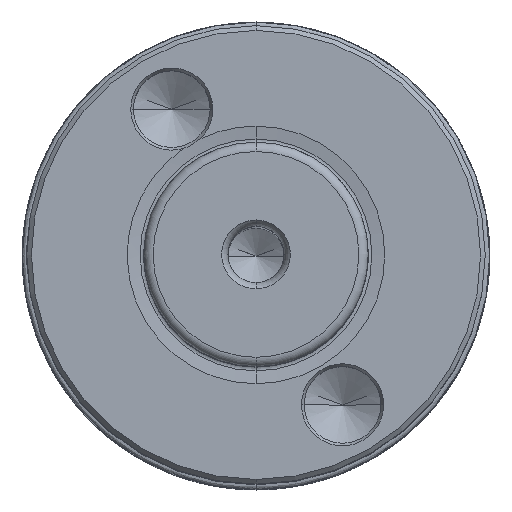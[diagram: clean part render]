
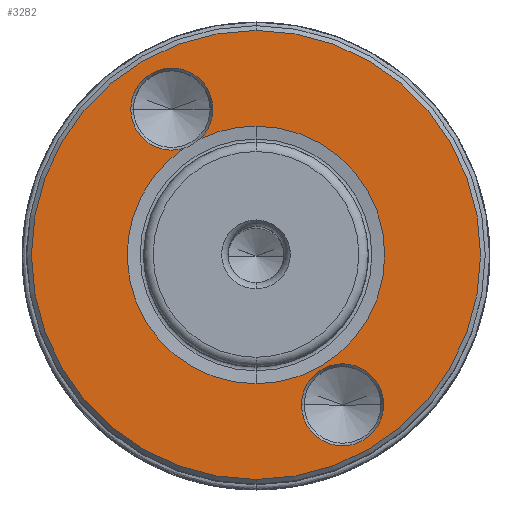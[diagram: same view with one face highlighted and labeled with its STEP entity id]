
A CAD part, top view. The second image highlights one B-rep face of the part: STEP entity #3282.
In plain terms, the highlighted face is planar.
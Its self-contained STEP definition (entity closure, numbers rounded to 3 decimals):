
#412=CARTESIAN_POINT('',(0.,0.,0.));
#413=DIRECTION('',(0.,0.,-1.));
#414=DIRECTION('',(0.,1.,0.));
#415=AXIS2_PLACEMENT_3D('',#412,#413,#414);
#434=CARTESIAN_POINT('',(0.,0.,0.));
#435=DIRECTION('',(0.,0.,1.));
#436=DIRECTION('',(0.,1.,0.));
#437=AXIS2_PLACEMENT_3D('',#434,#435,#436);
#442=CARTESIAN_POINT('',(9.,15.588,0.));
#443=DIRECTION('',(0.,0.,1.));
#444=DIRECTION('',(-1.,0.,0.));
#445=AXIS2_PLACEMENT_3D('',#442,#443,#444);
#450=CARTESIAN_POINT('',(9.,15.588,0.));
#451=DIRECTION('',(0.,0.,1.));
#452=DIRECTION('',(1.,0.,0.));
#453=AXIS2_PLACEMENT_3D('',#450,#451,#452);
#458=CARTESIAN_POINT('',(9.,15.588,0.));
#459=DIRECTION('',(0.,0.,1.));
#460=DIRECTION('',(-0.288,-0.958,0.));
#461=AXIS2_PLACEMENT_3D('',#458,#459,#460);
#466=CARTESIAN_POINT('',(0.,0.,0.));
#467=DIRECTION('',(0.,0.,-1.));
#468=DIRECTION('',(0.562,0.827,0.));
#469=AXIS2_PLACEMENT_3D('',#466,#467,#468);
#474=CARTESIAN_POINT('',(0.,0.,0.));
#475=DIRECTION('',(0.,0.,1.));
#476=DIRECTION('',(0.,1.,0.));
#477=AXIS2_PLACEMENT_3D('',#474,#475,#476);
#482=CARTESIAN_POINT('',(0.,0.,0.));
#483=DIRECTION('',(0.,0.,-1.));
#484=DIRECTION('',(0.,1.,0.));
#485=AXIS2_PLACEMENT_3D('',#482,#483,#484);
#490=CARTESIAN_POINT('',(-9.25,-16.021,0.));
#491=DIRECTION('',(0.,0.,1.));
#492=DIRECTION('',(-1.,0.,0.));
#493=AXIS2_PLACEMENT_3D('',#490,#491,#492);
#498=CARTESIAN_POINT('',(-9.25,-16.021,0.));
#499=DIRECTION('',(0.,0.,1.));
#500=DIRECTION('',(1.,0.,0.));
#501=AXIS2_PLACEMENT_3D('',#498,#499,#500);
#506=CARTESIAN_POINT('',(5.993,12.392,0.));
#511=CARTESIAN_POINT('',(7.735,11.386,0.));
#2661=CARTESIAN_POINT('',(0.,13.765,0.));
#2662=VERTEX_POINT('',#2661);
#2663=CARTESIAN_POINT('',(0.,24.,0.));
#2665=VERTEX_POINT('',#2663);
#2683=CARTESIAN_POINT('',(0.,-13.765,0.));
#2684=VERTEX_POINT('',#2683);
#2685=CARTESIAN_POINT('',(0.,-24.,0.));
#2687=VERTEX_POINT('',#2685);
#2729=VERTEX_POINT('',#506);
#2730=VERTEX_POINT('',#511);
#2731=CARTESIAN_POINT('',(4.611,15.588,0.));
#2732=VERTEX_POINT('',#2731);
#2733=CARTESIAN_POINT('',(13.389,15.588,0.));
#2734=VERTEX_POINT('',#2733);
#2745=CARTESIAN_POINT('',(-13.639,-16.021,0.));
#2746=CARTESIAN_POINT('',(-4.861,-16.021,0.));
#2747=VERTEX_POINT('',#2745);
#2748=VERTEX_POINT('',#2746);
#3253=CARTESIAN_POINT('',(0.,0.,0.));
#3254=DIRECTION('',(0.,0.,-1.));
#3255=DIRECTION('',(0.,-1.,0.));
#3256=AXIS2_PLACEMENT_3D('',#3253,#3254,#3255);
#3257=PLANE('',#3256);
#3258=ORIENTED_EDGE('',*,*,#3248,.T.);
#3259=ORIENTED_EDGE('',*,*,#3232,.F.);
#3260=EDGE_LOOP('',(#3258,#3259));
#3261=FACE_OUTER_BOUND('',#3260,.F.);
#3263=ORIENTED_EDGE('',*,*,#3262,.F.);
#3265=ORIENTED_EDGE('',*,*,#3264,.F.);
#3267=ORIENTED_EDGE('',*,*,#3266,.F.);
#3269=ORIENTED_EDGE('',*,*,#3268,.T.);
#3271=ORIENTED_EDGE('',*,*,#3270,.F.);
#3273=ORIENTED_EDGE('',*,*,#3272,.T.);
#3274=EDGE_LOOP('',(#3263,#3265,#3267,#3269,#3271,#3273));
#3275=FACE_BOUND('',#3274,.F.);
#3277=ORIENTED_EDGE('',*,*,#3276,.F.);
#3279=ORIENTED_EDGE('',*,*,#3278,.F.);
#3280=EDGE_LOOP('',(#3277,#3279));
#3281=FACE_BOUND('',#3280,.F.);
#3282=ADVANCED_FACE('',(#3261,#3275,#3281),#3257,.T.);
#416=CIRCLE('',#415,24.);
#438=CIRCLE('',#437,24.);
#446=CIRCLE('',#445,4.389);
#454=CIRCLE('',#453,4.389);
#462=CIRCLE('',#461,4.389);
#470=CIRCLE('',#469,13.765);
#478=CIRCLE('',#477,13.765);
#486=CIRCLE('',#485,13.765);
#494=CIRCLE('',#493,4.389);
#502=CIRCLE('',#501,4.389);
#3232=EDGE_CURVE('',#2665,#2687,#416,.T.);
#3248=EDGE_CURVE('',#2665,#2687,#438,.T.);
#3262=EDGE_CURVE('',#2732,#2729,#446,.T.);
#3264=EDGE_CURVE('',#2734,#2732,#454,.T.);
#3266=EDGE_CURVE('',#2730,#2734,#462,.T.);
#3268=EDGE_CURVE('',#2730,#2684,#470,.T.);
#3270=EDGE_CURVE('',#2662,#2684,#478,.T.);
#3272=EDGE_CURVE('',#2662,#2729,#486,.T.);
#3276=EDGE_CURVE('',#2747,#2748,#494,.T.);
#3278=EDGE_CURVE('',#2748,#2747,#502,.T.);
